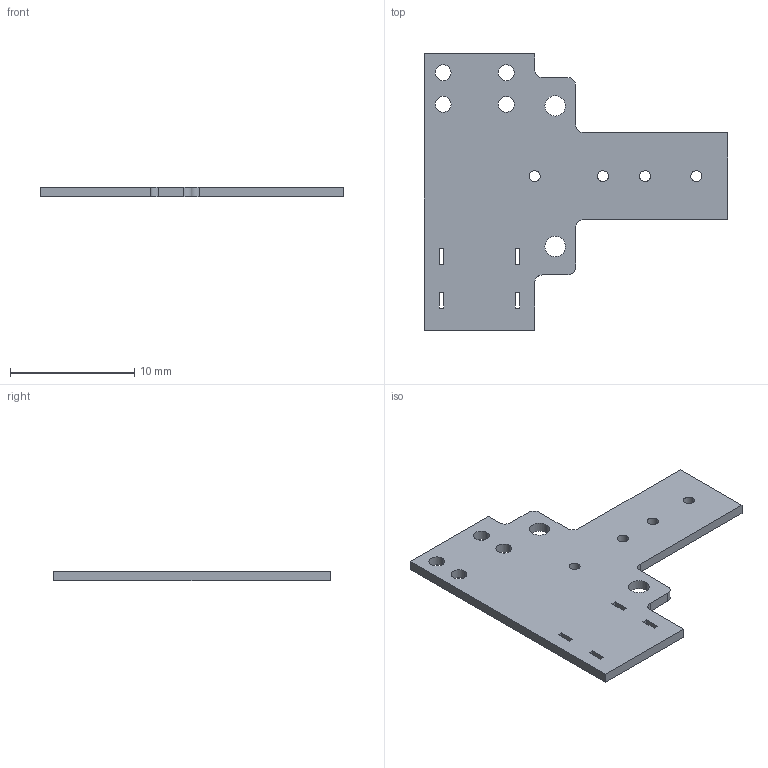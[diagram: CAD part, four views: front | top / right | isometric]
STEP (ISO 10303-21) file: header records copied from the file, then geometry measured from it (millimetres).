
FILE_DESCRIPTION (( 'STEP AP214' ), '1' );
FILE_NAME ('1010564-021-9000_PCB_OUTLINE_R3.STEP', '2025-09-16T19:42:50', ( '' ), ( '' ), 'SwSTEP 2.0', 'SolidWorks 2023', '' );
FILE_SCHEMA (( 'AUTOMOTIVE_DESIGN' ));
Length unit declared in the file: inch
Products named in the file (1): 1010564-021-9000_PCB_OUTLINE_R3
Bounding box: 24.43 x 22.24 x 0.79 mm (x, y, z)
Volume: 255.8 mm3; surface area: 757.6 mm2
Topology: 1 solids, 1 shells, 56 faces, 162 edges, 108 vertices
Faces by surface type: plane 30, cylinder 26
Entity records: 1941 total; most frequent: DIRECTION 328, CARTESIAN_POINT 327, ORIENTED_EDGE 324, EDGE_CURVE 162, VECTOR 110, LINE 110, AXIS2_PLACEMENT_3D 109, VERTEX_POINT 108
